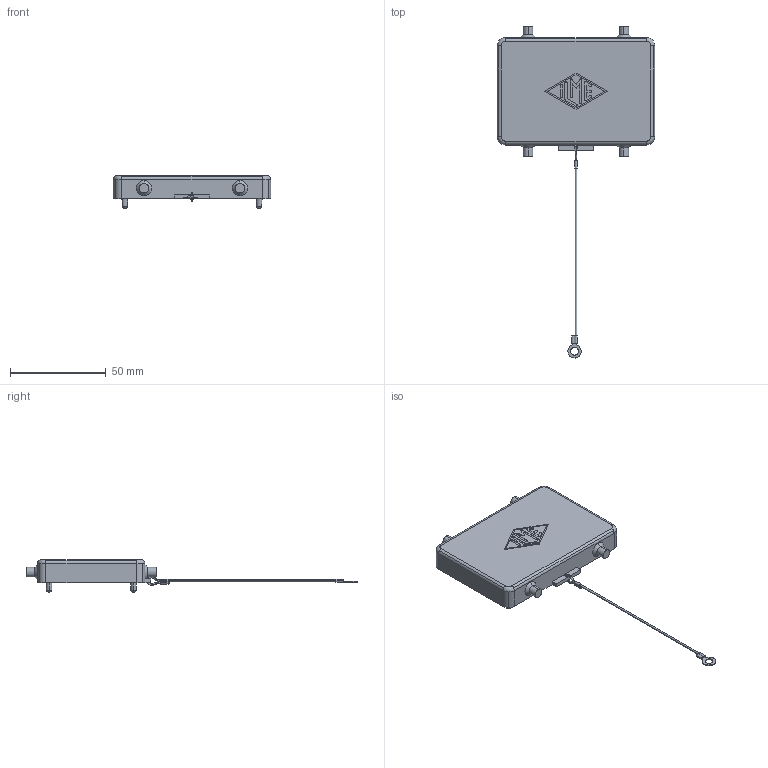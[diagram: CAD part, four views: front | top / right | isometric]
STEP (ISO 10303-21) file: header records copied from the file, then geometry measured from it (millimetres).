
FILE_DESCRIPTION((''),'2;1');
FILE_NAME('CHC 50.stp','2006-12-13T10:50:29',('gembarski'),(''),'Autodesk Inventor 7','Autodesk Inventor 7','');
FILE_SCHEMA(('AUTOMOTIVE_DESIGN { 1 0 10303 214 1 1 1 1 }'));
Length unit declared in the file: millimetre
Products named in the file (1): CHC 50
Bounding box: 82 x 172.99 x 17 mm (x, y, z)
Volume: 22507.1 mm3; surface area: 15397.8 mm2
Topology: 1 solids, 1 shells, 182 faces, 469 edges, 300 vertices
Faces by surface type: plane 70, cylinder 64, bspline 26, torus 14, cone 8
Entity records: 6114 total; most frequent: CARTESIAN_POINT 1576, DIRECTION 989, ORIENTED_EDGE 930, EDGE_CURVE 465, AXIS2_PLACEMENT_3D 375, VERTEX_POINT 298, VECTOR 239, LINE 239
